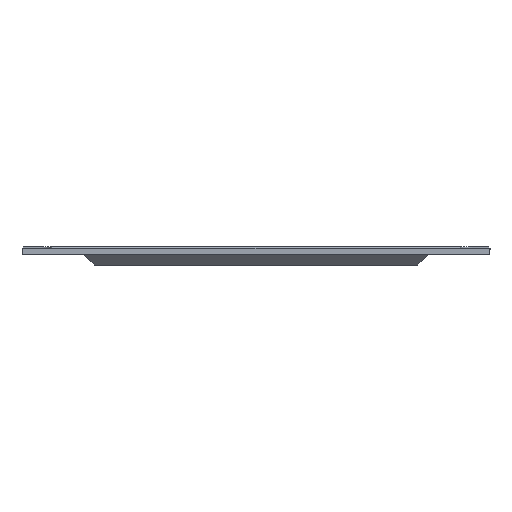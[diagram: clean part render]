
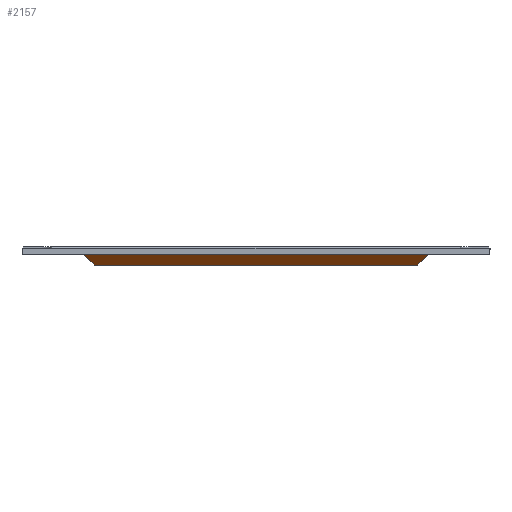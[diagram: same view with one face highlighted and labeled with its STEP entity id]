
A CAD part, left-side view. The second image highlights one B-rep face of the part: STEP entity #2157.
In plain terms, the highlighted planar face has unit normal (-0.707, 0, -0.707).
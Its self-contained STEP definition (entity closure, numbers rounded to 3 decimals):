
#271=LINE('',#3597,#489);
#294=LINE('',#3645,#512);
#295=LINE('',#3648,#513);
#296=LINE('',#3649,#514);
#489=VECTOR('',#2957,10.);
#512=VECTOR('',#3020,10.);
#513=VECTOR('',#3023,10.);
#514=VECTOR('',#3024,10.);
#639=FACE_OUTER_BOUND('',#777,.T.);
#777=EDGE_LOOP('',(#1935,#1936,#1937,#1938));
#1045=VERTEX_POINT('',#3594);
#1046=VERTEX_POINT('',#3596);
#1051=VERTEX_POINT('',#3643);
#1052=VERTEX_POINT('',#3647);
#1325=EDGE_CURVE('',#1046,#1045,#271,.T.);
#1350=EDGE_CURVE('',#1051,#1045,#294,.T.);
#1351=EDGE_CURVE('',#1052,#1051,#295,.T.);
#1352=EDGE_CURVE('',#1052,#1046,#296,.T.);
#1935=ORIENTED_EDGE('',*,*,#1325,.T.);
#1936=ORIENTED_EDGE('',*,*,#1350,.F.);
#1937=ORIENTED_EDGE('',*,*,#1351,.F.);
#1938=ORIENTED_EDGE('',*,*,#1352,.T.);
#2031=PLANE('',#2384);
#2157=ADVANCED_FACE('',(#639),#2031,.T.);
#2384=AXIS2_PLACEMENT_3D('',#3646,#3021,#3022);
#2957=DIRECTION('',(0.,1.,0.));
#3020=DIRECTION('',(-0.577,0.577,0.577));
#3021=DIRECTION('center_axis',(-0.707,0.,-0.707));
#3022=DIRECTION('ref_axis',(-0.707,0.,0.707));
#3023=DIRECTION('',(0.,1.,0.));
#3024=DIRECTION('',(-0.577,-0.577,0.577));
#3594=CARTESIAN_POINT('',(39.462,300.279,-31.));
#3596=CARTESIAN_POINT('',(39.462,14.279,-31.));
#3597=CARTESIAN_POINT('',(39.462,123.779,-31.));
#3643=CARTESIAN_POINT('',(48.462,291.279,-40.));
#3645=CARTESIAN_POINT('',(48.462,291.279,-40.));
#3646=CARTESIAN_POINT('Origin',(44.962,90.279,-36.5));
#3647=CARTESIAN_POINT('',(48.462,23.279,-40.));
#3648=CARTESIAN_POINT('',(48.462,123.779,-40.));
#3649=CARTESIAN_POINT('',(48.462,23.279,-40.));
